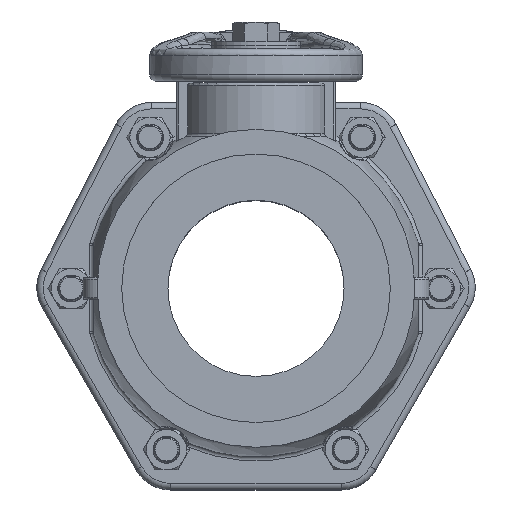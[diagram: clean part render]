
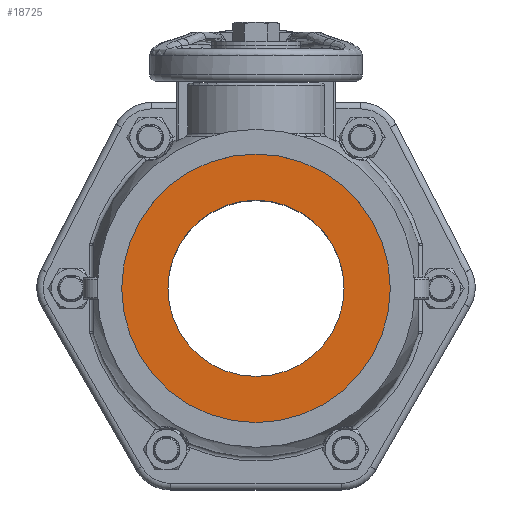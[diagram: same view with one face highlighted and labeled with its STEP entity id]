
A CAD part, top view. The second image highlights one B-rep face of the part: STEP entity #18725.
In plain terms, the highlighted planar face has unit normal (0, 0, 1).
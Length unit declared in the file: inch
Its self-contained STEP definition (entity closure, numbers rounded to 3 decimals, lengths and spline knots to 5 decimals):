
#4000=PLANE($,#20173);
#4837=FACE_BOUND($,#6428,.T.);
#5232=FACE_OUTER_BOUND($,#6427,.T.);
#6427=EDGE_LOOP($,(#13816));
#6428=EDGE_LOOP($,(#13817));
#7828=CIRCLE($,#20172,1.23);
#7829=CIRCLE($,#20174,1.875);
#8633=VERTEX_POINT($,#30358);
#8634=VERTEX_POINT($,#30361);
#10588=EDGE_CURVE($,#8633,#8633,#7828,.T.);
#10589=EDGE_CURVE($,#8634,#8634,#7829,.T.);
#13816=ORIENTED_EDGE($,*,*,#10589,.T.);
#13817=ORIENTED_EDGE($,*,*,#10588,.F.);
#18725=ADVANCED_FACE($,(#5232,#4837),#4000,.F.);
#20172=AXIS2_PLACEMENT_3D($,#30359,#22655,#22656);
#20173=AXIS2_PLACEMENT_3D($,#30360,#22657,#22658);
#20174=AXIS2_PLACEMENT_3D($,#30362,#22659,#22660);
#22655=DIRECTION('center_axis',(0.,0.,1.));
#22656=DIRECTION('ref_axis',(-1.,0.,0.));
#22657=DIRECTION('center_axis',(0.,0.,-1.));
#22658=DIRECTION('ref_axis',(-1.,0.,0.));
#22659=DIRECTION('center_axis',(0.,0.,1.));
#22660=DIRECTION('ref_axis',(-1.,0.,0.));
#30358=CARTESIAN_POINT('',(-1.23,0.,3.1));
#30359=CARTESIAN_POINT('Origin',(0.,0.,3.1));
#30360=CARTESIAN_POINT('Origin',(-1.5525,0.,3.1));
#30361=CARTESIAN_POINT('',(-1.875,0.,3.1));
#30362=CARTESIAN_POINT('Origin',(0.,0.,3.1));
